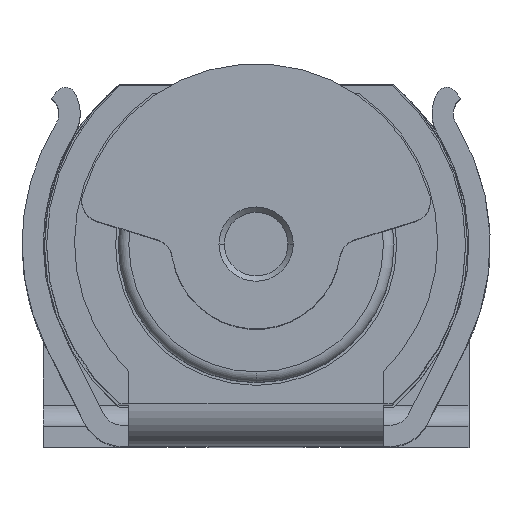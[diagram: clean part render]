
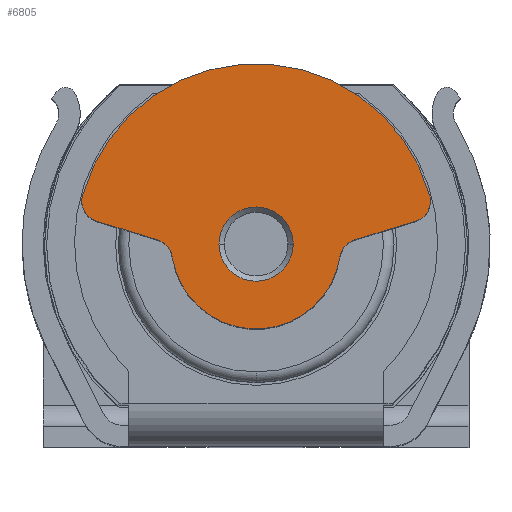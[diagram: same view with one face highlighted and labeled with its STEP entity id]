
A CAD part, top view. The second image highlights one B-rep face of the part: STEP entity #6805.
In plain terms, the highlighted planar face has unit normal (0, 0, 1).
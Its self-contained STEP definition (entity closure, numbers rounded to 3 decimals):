
#34 = AXIS2_PLACEMENT_3D ( 'NONE', #5005, #7610, #3524 ) ;
#179 = DIRECTION ( 'NONE',  ( 0., 0., -1. ) ) ;
#287 = ORIENTED_EDGE ( 'NONE', *, *, #521, .T. ) ;
#320 = CARTESIAN_POINT ( 'NONE',  ( 0., 2.25, 10.36 ) ) ;
#389 = EDGE_CURVE ( 'NONE', #5975, #4931, #3883, .T. ) ;
#490 = CIRCLE ( 'NONE', #4023, 0.35 ) ;
#521 = EDGE_CURVE ( 'NONE', #5724, #6251, #5294, .T. ) ;
#536 = DIRECTION ( 'NONE',  ( 0., 1., 0. ) ) ;
#696 = CARTESIAN_POINT ( 'NONE',  ( -0.93, 1.94, 10.36 ) ) ;
#944 = EDGE_CURVE ( 'NONE', #4931, #7085, #4613, .T. ) ;
#1126 = LINE ( 'NONE', #5206, #3793 ) ;
#1146 = EDGE_CURVE ( 'NONE', #7629, #5975, #7146, .T. ) ;
#1186 = ORIENTED_EDGE ( 'NONE', *, *, #1256, .T. ) ;
#1256 = EDGE_CURVE ( 'NONE', #2070, #4596, #5745, .T. ) ;
#1438 = FACE_BOUND ( 'NONE', #2239, .T. ) ;
#1515 = CARTESIAN_POINT ( 'NONE',  ( -0.988, 1.749, 10.36 ) ) ;
#1534 = PLANE ( 'NONE',  #4762 ) ;
#1575 = DIRECTION ( 'NONE',  ( 1., 0., 0. ) ) ;
#1646 = ORIENTED_EDGE ( 'NONE', *, *, #1146, .T. ) ;
#2070 = VERTEX_POINT ( 'NONE', #4988 ) ;
#2092 = DIRECTION ( 'NONE',  ( 0., 1., 0. ) ) ;
#2239 = EDGE_LOOP ( 'NONE', ( #287, #5716 ) ) ;
#2317 = VERTEX_POINT ( 'NONE', #2468 ) ;
#2406 = DIRECTION ( 'NONE',  ( 0.956, 0.294, 0. ) ) ;
#2468 = CARTESIAN_POINT ( 'NONE',  ( -1.502, 2.116, 10.36 ) ) ;
#2486 = DIRECTION ( 'NONE',  ( 0.956, -0.294, 0. ) ) ;
#2524 = DIRECTION ( 'NONE',  ( 0., 1., 0. ) ) ;
#2553 = DIRECTION ( 'NONE',  ( 0., 0., -1. ) ) ;
#2600 = DIRECTION ( 'NONE',  ( 1., 0., 0. ) ) ;
#2622 = VECTOR ( 'NONE', #2406, 1000. ) ;
#2717 = FACE_OUTER_BOUND ( 'NONE', #2975, .T. ) ;
#2757 = CARTESIAN_POINT ( 'NONE',  ( 1.444, 2.307, 10.36 ) ) ;
#2810 = CARTESIAN_POINT ( 'NONE',  ( -1.636, 2.362, 10.36 ) ) ;
#2925 = ORIENTED_EDGE ( 'NONE', *, *, #3223, .T. ) ;
#2975 = EDGE_LOOP ( 'NONE', ( #1186, #4871, #2925, #1646, #3869, #6904, #6668, #5286, #5130 ) ) ;
#3021 = CARTESIAN_POINT ( 'NONE',  ( -0.35, 1.9, 10.36 ) ) ;
#3223 = EDGE_CURVE ( 'NONE', #2317, #7629, #1126, .T. ) ;
#3282 = CARTESIAN_POINT ( 'NONE',  ( 0., 1.9, 10.36 ) ) ;
#3314 = DIRECTION ( 'NONE',  ( 0., 0., 1. ) ) ;
#3524 = DIRECTION ( 'NONE',  ( 0., 1., 0. ) ) ;
#3654 = EDGE_CURVE ( 'NONE', #8304, #5640, #8040, .T. ) ;
#3793 = VECTOR ( 'NONE', #2486, 1000. ) ;
#3869 = ORIENTED_EDGE ( 'NONE', *, *, #389, .T. ) ;
#3883 = CIRCLE ( 'NONE', #7281, 0.8 ) ;
#3956 = EDGE_CURVE ( 'NONE', #7085, #8304, #5797, .T. ) ;
#4023 = AXIS2_PLACEMENT_3D ( 'NONE', #4324, #179, #7058 ) ;
#4071 = EDGE_CURVE ( 'NONE', #5640, #2070, #8283, .T. ) ;
#4178 = CARTESIAN_POINT ( 'NONE',  ( 0.35, 1.9, 10.36 ) ) ;
#4222 = DIRECTION ( 'NONE',  ( 0., 0., 1. ) ) ;
#4255 = DIRECTION ( 'NONE',  ( 0., 0., -1. ) ) ;
#4321 = AXIS2_PLACEMENT_3D ( 'NONE', #8719, #8674, #2600 ) ;
#4324 = CARTESIAN_POINT ( 'NONE',  ( 0., 1.9, 10.36 ) ) ;
#4485 = AXIS2_PLACEMENT_3D ( 'NONE', #1515, #4255, #536 ) ;
#4596 = VERTEX_POINT ( 'NONE', #2810 ) ;
#4613 = CIRCLE ( 'NONE', #6151, 0.2 ) ;
#4678 = DIRECTION ( 'NONE',  ( 0., 1., 0. ) ) ;
#4762 = AXIS2_PLACEMENT_3D ( 'NONE', #320, #7012, #7597 ) ;
#4853 = CIRCLE ( 'NONE', #34, 0.2 ) ;
#4871 = ORIENTED_EDGE ( 'NONE', *, *, #5530, .T. ) ;
#4931 = VERTEX_POINT ( 'NONE', #6996 ) ;
#4988 = CARTESIAN_POINT ( 'NONE',  ( 1.636, 2.362, 10.36 ) ) ;
#5005 = CARTESIAN_POINT ( 'NONE',  ( -1.444, 2.307, 10.36 ) ) ;
#5130 = ORIENTED_EDGE ( 'NONE', *, *, #4071, .T. ) ;
#5206 = CARTESIAN_POINT ( 'NONE',  ( -0.8, 1.9, 10.36 ) ) ;
#5286 = ORIENTED_EDGE ( 'NONE', *, *, #3654, .T. ) ;
#5294 = CIRCLE ( 'NONE', #5433, 0.35 ) ;
#5433 = AXIS2_PLACEMENT_3D ( 'NONE', #3282, #7332, #2092 ) ;
#5530 = EDGE_CURVE ( 'NONE', #4596, #2317, #4853, .T. ) ;
#5640 = VERTEX_POINT ( 'NONE', #8633 ) ;
#5716 = ORIENTED_EDGE ( 'NONE', *, *, #5823, .T. ) ;
#5724 = VERTEX_POINT ( 'NONE', #4178 ) ;
#5745 = CIRCLE ( 'NONE', #4321, 1.7 ) ;
#5797 = LINE ( 'NONE', #8484, #2622 ) ;
#5823 = EDGE_CURVE ( 'NONE', #6251, #5724, #490, .T. ) ;
#5841 = CARTESIAN_POINT ( 'NONE',  ( -0.791, 1.779, 10.36 ) ) ;
#5906 = CARTESIAN_POINT ( 'NONE',  ( 0.988, 1.749, 10.36 ) ) ;
#5973 = DIRECTION ( 'NONE',  ( 0., 0., 1. ) ) ;
#5975 = VERTEX_POINT ( 'NONE', #5841 ) ;
#6151 = AXIS2_PLACEMENT_3D ( 'NONE', #5906, #2553, #2524 ) ;
#6160 = CARTESIAN_POINT ( 'NONE',  ( 1.444, 2.307, 10.36 ) ) ;
#6251 = VERTEX_POINT ( 'NONE', #3021 ) ;
#6312 = CARTESIAN_POINT ( 'NONE',  ( 0., 1.9, 10.36 ) ) ;
#6318 = AXIS2_PLACEMENT_3D ( 'NONE', #6160, #3314, #4678 ) ;
#6663 = CARTESIAN_POINT ( 'NONE',  ( 0.93, 1.94, 10.36 ) ) ;
#6668 = ORIENTED_EDGE ( 'NONE', *, *, #3956, .T. ) ;
#6805 = ADVANCED_FACE ( 'NONE', ( #1438, #2717 ), #1534, .F. ) ;
#6904 = ORIENTED_EDGE ( 'NONE', *, *, #944, .T. ) ;
#6996 = CARTESIAN_POINT ( 'NONE',  ( 0.791, 1.779, 10.36 ) ) ;
#7012 = DIRECTION ( 'NONE',  ( 0., 0., -1. ) ) ;
#7058 = DIRECTION ( 'NONE',  ( 0., 1., 0. ) ) ;
#7085 = VERTEX_POINT ( 'NONE', #6663 ) ;
#7146 = CIRCLE ( 'NONE', #4485, 0.2 ) ;
#7198 = AXIS2_PLACEMENT_3D ( 'NONE', #2757, #5973, #7999 ) ;
#7281 = AXIS2_PLACEMENT_3D ( 'NONE', #6312, #4222, #1575 ) ;
#7332 = DIRECTION ( 'NONE',  ( 0., 0., -1. ) ) ;
#7597 = DIRECTION ( 'NONE',  ( 0., 1., 0. ) ) ;
#7610 = DIRECTION ( 'NONE',  ( 0., 0., 1. ) ) ;
#7629 = VERTEX_POINT ( 'NONE', #696 ) ;
#7671 = CARTESIAN_POINT ( 'NONE',  ( 1.502, 2.116, 10.36 ) ) ;
#7999 = DIRECTION ( 'NONE',  ( 0., 1., 0. ) ) ;
#8040 = CIRCLE ( 'NONE', #7198, 0.2 ) ;
#8283 = CIRCLE ( 'NONE', #6318, 0.2 ) ;
#8304 = VERTEX_POINT ( 'NONE', #7671 ) ;
#8484 = CARTESIAN_POINT ( 'NONE',  ( 0.8, 1.9, 10.36 ) ) ;
#8633 = CARTESIAN_POINT ( 'NONE',  ( 1.644, 2.307, 10.36 ) ) ;
#8674 = DIRECTION ( 'NONE',  ( 0., 0., 1. ) ) ;
#8719 = CARTESIAN_POINT ( 'NONE',  ( 0., 1.9, 10.36 ) ) ;
